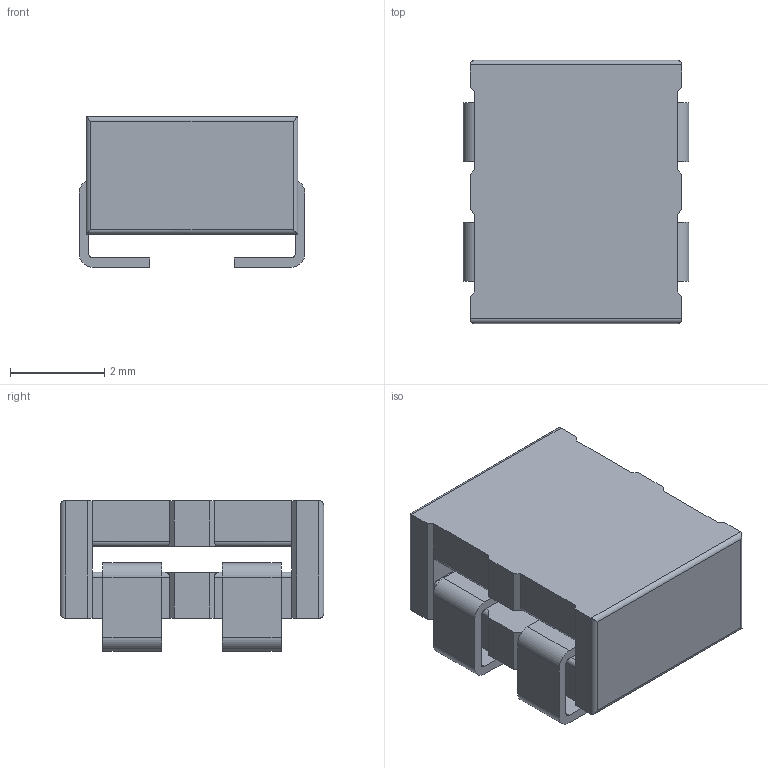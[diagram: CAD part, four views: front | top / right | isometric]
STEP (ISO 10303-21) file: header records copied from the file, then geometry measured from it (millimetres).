
FILE_DESCRIPTION( ( 'Unknown' ), '1' );
FILE_NAME( '7427520.stp', 'Unknown', ( 'Unknown' ), ( 'Unknown' ), 'PSStep 16.0.42', 'Unknown', ' ' );
FILE_SCHEMA( ( 'AUTOMOTIVE_DESIGN { 1 0 10303 214 1 1 1 1 }' ) );
Length unit declared in the file: millimetre
Products named in the file (3): Assem1; Gehäuse; Pin
Assembly tree (3 placements, depth 2):
  Assem1
    Gehäuse
    Pin  x2
Bounding box: 4.8 x 5.6 x 3.21 mm (x, y, z)
Volume: 56.2 mm3; surface area: 196.9 mm2
Topology: 3 solids, 3 shells, 96 faces, 260 edges, 168 vertices
Faces by surface type: plane 64, cylinder 32
Entity records: 2954 total; most frequent: CARTESIAN_POINT 406, ORIENTED_EDGE 400, DIRECTION 396, EDGE_CURVE 200, LINE 160, VECTOR 160, VERTEX_POINT 128, AXIS2_PLACEMENT_3D 118
